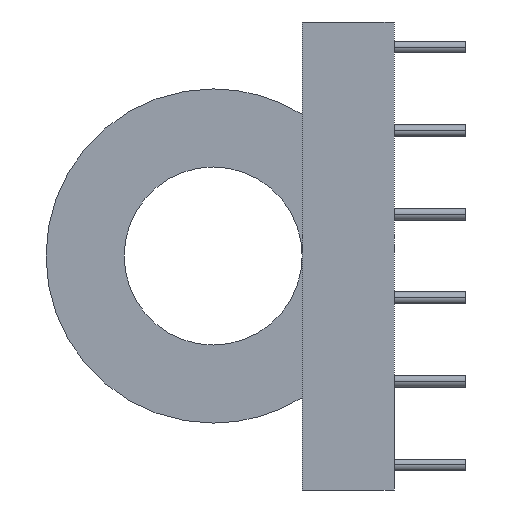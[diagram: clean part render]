
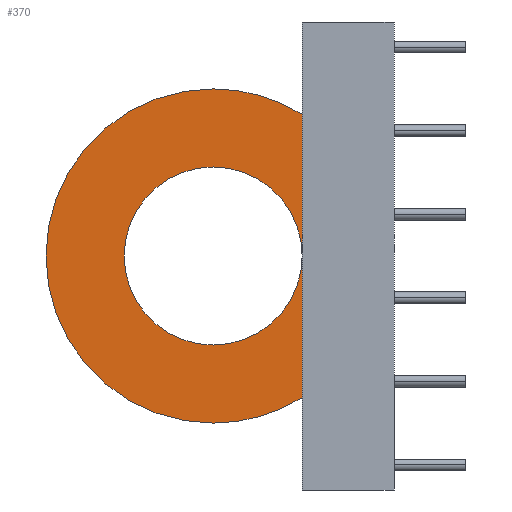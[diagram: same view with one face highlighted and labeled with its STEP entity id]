
A CAD part, left-side view. The second image highlights one B-rep face of the part: STEP entity #370.
In plain terms, the highlighted planar face has unit normal (-1, 0, 0).
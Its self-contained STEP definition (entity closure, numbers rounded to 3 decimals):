
#8 = PLANE ( 'NONE',  #729 ) ;
#19 = AXIS2_PLACEMENT_3D ( 'NONE', #2170, #1326, #1556 ) ;
#122 = VERTEX_POINT ( 'NONE', #1011 ) ;
#169 = ORIENTED_EDGE ( 'NONE', *, *, #2618, .T. ) ;
#178 = CARTESIAN_POINT ( 'NONE',  ( 0., 10., 0. ) ) ;
#206 = DIRECTION ( 'NONE',  ( -1., 0., 0. ) ) ;
#329 = ORIENTED_EDGE ( 'NONE', *, *, #851, .T. ) ;
#370 = ADVANCED_FACE ( 'NONE', ( #643 ), #8, .T. ) ;
#390 = EDGE_CURVE ( 'NONE', #2490, #2027, #1787, .T. ) ;
#431 = DIRECTION ( 'NONE',  ( 0., 0., -1. ) ) ;
#441 = DIRECTION ( 'NONE',  ( 0., 0., 1. ) ) ;
#463 = VERTEX_POINT ( 'NONE', #827 ) ;
#479 = VERTEX_POINT ( 'NONE', #2299 ) ;
#540 = VERTEX_POINT ( 'NONE', #1306 ) ;
#572 = ORIENTED_EDGE ( 'NONE', *, *, #2599, .F. ) ;
#643 = FACE_OUTER_BOUND ( 'NONE', #1972, .T. ) ;
#682 = CARTESIAN_POINT ( 'NONE',  ( 0., -5.325, 0. ) ) ;
#709 = ORIENTED_EDGE ( 'NONE', *, *, #1645, .T. ) ;
#729 = AXIS2_PLACEMENT_3D ( 'NONE', #178, #206, #2728 ) ;
#827 = CARTESIAN_POINT ( 'NONE',  ( 0., -5.325, 0. ) ) ;
#838 = VERTEX_POINT ( 'NONE', #1016 ) ;
#840 = DIRECTION ( 'NONE',  ( 0., 0., -1. ) ) ;
#851 = EDGE_CURVE ( 'NONE', #540, #463, #1789, .T. ) ;
#862 = CARTESIAN_POINT ( 'NONE',  ( 0., 0., -10. ) ) ;
#866 = DIRECTION ( 'NONE',  ( 0., 0., -1. ) ) ;
#874 = VECTOR ( 'NONE', #896, 1000. ) ;
#896 = DIRECTION ( 'NONE',  ( 0., 0., 1. ) ) ;
#929 = ORIENTED_EDGE ( 'NONE', *, *, #390, .F. ) ;
#949 = DIRECTION ( 'NONE',  ( 0., 0., -1. ) ) ;
#1011 = CARTESIAN_POINT ( 'NONE',  ( 0., -5.325, 8.464 ) ) ;
#1016 = CARTESIAN_POINT ( 'NONE',  ( 0., 0., 10. ) ) ;
#1018 = DIRECTION ( 'NONE',  ( 1., 0., 0. ) ) ;
#1055 = CARTESIAN_POINT ( 'NONE',  ( 0., 0., 0. ) ) ;
#1065 = DIRECTION ( 'NONE',  ( 0., 0., -1. ) ) ;
#1118 = LINE ( 'NONE', #682, #1792 ) ;
#1214 = CIRCLE ( 'NONE', #2378, 10. ) ;
#1257 = DIRECTION ( 'NONE',  ( 1., 0., 0. ) ) ;
#1258 = AXIS2_PLACEMENT_3D ( 'NONE', #1532, #1587, #949 ) ;
#1281 = EDGE_CURVE ( 'NONE', #2027, #838, #1214, .T. ) ;
#1289 = DIRECTION ( 'NONE',  ( 1., 0., 0. ) ) ;
#1306 = CARTESIAN_POINT ( 'NONE',  ( 0., 0., 5.325 ) ) ;
#1326 = DIRECTION ( 'NONE',  ( 1., 0., 0. ) ) ;
#1390 = AXIS2_PLACEMENT_3D ( 'NONE', #1649, #1257, #840 ) ;
#1525 = CARTESIAN_POINT ( 'NONE',  ( 0., -5.325, 0. ) ) ;
#1532 = CARTESIAN_POINT ( 'NONE',  ( 0., 0., 0. ) ) ;
#1533 = CIRCLE ( 'NONE', #1258, 10. ) ;
#1542 = LINE ( 'NONE', #1525, #874 ) ;
#1546 = CARTESIAN_POINT ( 'NONE',  ( 0., -5.325, -8.464 ) ) ;
#1551 = CARTESIAN_POINT ( 'NONE',  ( 0., 0., 0. ) ) ;
#1556 = DIRECTION ( 'NONE',  ( 0., 0., -1. ) ) ;
#1587 = DIRECTION ( 'NONE',  ( 1., 0., 0. ) ) ;
#1608 = ORIENTED_EDGE ( 'NONE', *, *, #2135, .T. ) ;
#1645 = EDGE_CURVE ( 'NONE', #463, #122, #1542, .T. ) ;
#1649 = CARTESIAN_POINT ( 'NONE',  ( 0., 0., 0. ) ) ;
#1675 = DIRECTION ( 'NONE',  ( 1., 0., 0. ) ) ;
#1748 = CIRCLE ( 'NONE', #19, 5.325 ) ;
#1787 = CIRCLE ( 'NONE', #2412, 10. ) ;
#1789 = CIRCLE ( 'NONE', #1390, 5.325 ) ;
#1792 = VECTOR ( 'NONE', #441, 1000. ) ;
#1798 = ORIENTED_EDGE ( 'NONE', *, *, #1999, .T. ) ;
#1867 = ORIENTED_EDGE ( 'NONE', *, *, #1281, .F. ) ;
#1972 = EDGE_LOOP ( 'NONE', ( #929, #1608, #169, #1798, #329, #709, #572, #1867 ) ) ;
#1999 = EDGE_CURVE ( 'NONE', #479, #540, #2385, .T. ) ;
#2027 = VERTEX_POINT ( 'NONE', #862 ) ;
#2135 = EDGE_CURVE ( 'NONE', #2490, #463, #1118, .T. ) ;
#2170 = CARTESIAN_POINT ( 'NONE',  ( 0., 0., 0. ) ) ;
#2299 = CARTESIAN_POINT ( 'NONE',  ( 0., 0., -5.325 ) ) ;
#2378 = AXIS2_PLACEMENT_3D ( 'NONE', #1551, #1289, #431 ) ;
#2385 = CIRCLE ( 'NONE', #2697, 5.325 ) ;
#2412 = AXIS2_PLACEMENT_3D ( 'NONE', #2549, #1018, #866 ) ;
#2490 = VERTEX_POINT ( 'NONE', #1546 ) ;
#2549 = CARTESIAN_POINT ( 'NONE',  ( 0., 0., 0. ) ) ;
#2599 = EDGE_CURVE ( 'NONE', #838, #122, #1533, .T. ) ;
#2618 = EDGE_CURVE ( 'NONE', #463, #479, #1748, .T. ) ;
#2697 = AXIS2_PLACEMENT_3D ( 'NONE', #1055, #1675, #1065 ) ;
#2728 = DIRECTION ( 'NONE',  ( 0., 0., 1. ) ) ;
